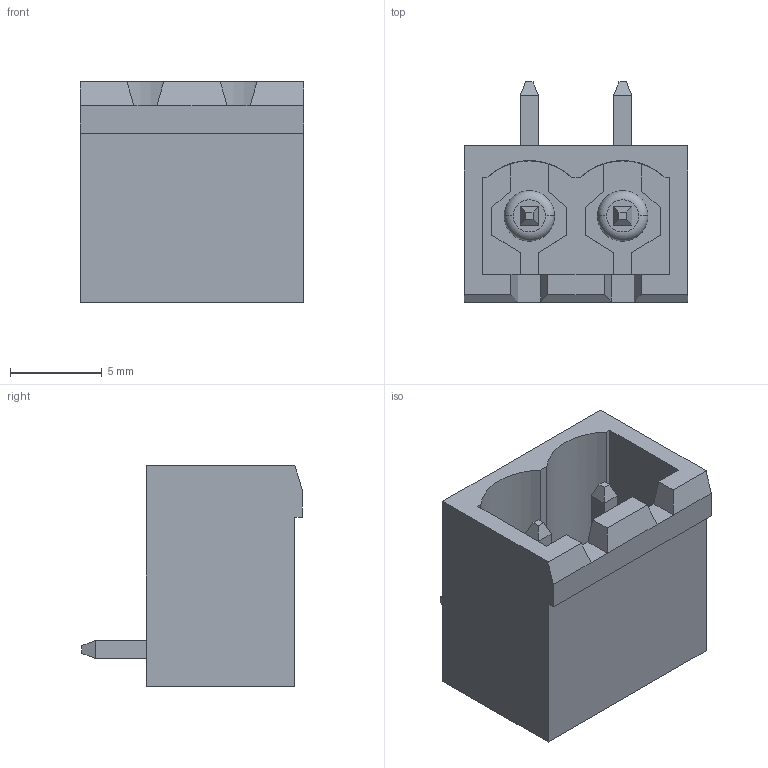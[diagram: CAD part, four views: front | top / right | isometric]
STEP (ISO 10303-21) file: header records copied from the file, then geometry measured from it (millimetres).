
FILE_DESCRIPTION(('STEP AP242'),'1');
FILE_NAME('691313510002.stp','2022-02-26T13:32:10',('TraceParts'),('TraceParts S.A.'),'Spatial InterOp 3D',' ',' ');
FILE_SCHEMA(('AP242_MANAGED_MODEL_BASED_3D_ENGINEERING_MIM_LF {1 0 10303 442 1 1 4}'));
Length unit declared in the file: millimetre
Products named in the file (1): 691313510002_1
Bounding box: 12.16 x 12 x 12 mm (x, y, z)
Volume: 596.8 mm3; surface area: 1305.2 mm2
Topology: 3 solids, 3 shells, 121 faces, 321 edges, 206 vertices
Faces by surface type: plane 109, cylinder 8, torus 4
Entity records: 4671 total; most frequent: CARTESIAN_POINT 651, ORIENTED_EDGE 642, DIRECTION 597, EDGE_CURVE 321, LINE 293, VECTOR 293, VERTEX_POINT 206, AXIS2_PLACEMENT_3D 152
